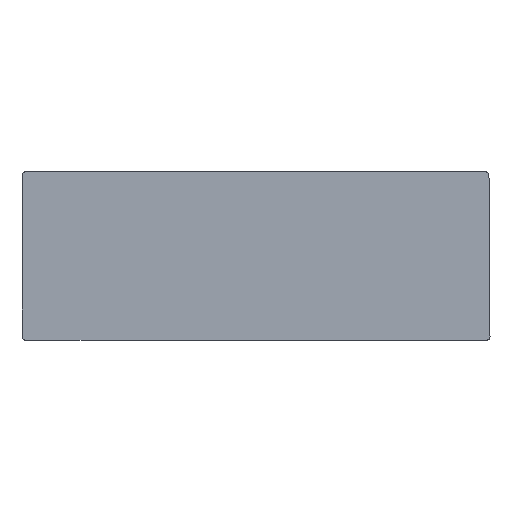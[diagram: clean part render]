
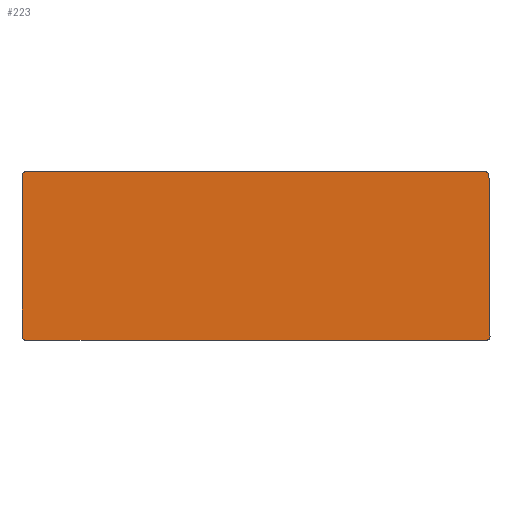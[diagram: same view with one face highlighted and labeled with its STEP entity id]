
A CAD part, top view. The second image highlights one B-rep face of the part: STEP entity #223.
In plain terms, the highlighted planar face has unit normal (0, 0, 1).
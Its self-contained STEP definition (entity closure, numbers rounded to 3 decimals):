
#15=CIRCLE('',#241,2.484);
#17=CIRCLE('',#245,2.5);
#19=CIRCLE('',#249,2.5);
#21=CIRCLE('',#254,2.5);
#37=FACE_OUTER_BOUND('',#49,.T.);
#49=EDGE_LOOP('',(#185,#186,#187,#188,#189,#190,#191,#192,#193,#194));
#51=LINE('',#327,#73);
#56=LINE('',#341,#78);
#60=LINE('',#353,#82);
#64=LINE('',#365,#86);
#67=LINE('',#371,#89);
#71=LINE('',#382,#93);
#73=VECTOR('',#263,10.);
#78=VECTOR('',#276,10.);
#82=VECTOR('',#288,10.);
#86=VECTOR('',#300,10.);
#89=VECTOR('',#305,10.);
#93=VECTOR('',#317,10.);
#95=VERTEX_POINT('',#325);
#96=VERTEX_POINT('',#326);
#99=VERTEX_POINT('',#334);
#101=VERTEX_POINT('',#340);
#103=VERTEX_POINT('',#346);
#105=VERTEX_POINT('',#352);
#107=VERTEX_POINT('',#358);
#109=VERTEX_POINT('',#364);
#111=VERTEX_POINT('',#370);
#113=VERTEX_POINT('',#376);
#115=EDGE_CURVE('',#95,#96,#51,.T.);
#119=EDGE_CURVE('',#96,#99,#15,.T.);
#122=EDGE_CURVE('',#99,#101,#56,.T.);
#125=EDGE_CURVE('',#101,#103,#17,.T.);
#128=EDGE_CURVE('',#103,#105,#60,.T.);
#131=EDGE_CURVE('',#105,#107,#19,.T.);
#134=EDGE_CURVE('',#107,#109,#64,.T.);
#137=EDGE_CURVE('',#109,#111,#67,.T.);
#140=EDGE_CURVE('',#111,#113,#21,.T.);
#143=EDGE_CURVE('',#113,#95,#71,.T.);
#185=ORIENTED_EDGE('',*,*,#143,.T.);
#186=ORIENTED_EDGE('',*,*,#115,.T.);
#187=ORIENTED_EDGE('',*,*,#119,.T.);
#188=ORIENTED_EDGE('',*,*,#122,.T.);
#189=ORIENTED_EDGE('',*,*,#125,.T.);
#190=ORIENTED_EDGE('',*,*,#128,.T.);
#191=ORIENTED_EDGE('',*,*,#131,.T.);
#192=ORIENTED_EDGE('',*,*,#134,.T.);
#193=ORIENTED_EDGE('',*,*,#137,.T.);
#194=ORIENTED_EDGE('',*,*,#140,.T.);
#211=PLANE('',#257);
#223=ADVANCED_FACE('',(#37),#211,.T.);
#241=AXIS2_PLACEMENT_3D('',#335,#269,#270);
#245=AXIS2_PLACEMENT_3D('',#347,#281,#282);
#249=AXIS2_PLACEMENT_3D('',#359,#293,#294);
#254=AXIS2_PLACEMENT_3D('',#377,#310,#311);
#257=AXIS2_PLACEMENT_3D('',#384,#319,#320);
#263=DIRECTION('',(1.,0.,0.));
#269=DIRECTION('center_axis',(0.,0.,1.));
#270=DIRECTION('ref_axis',(-0.006,-1.,0.));
#276=DIRECTION('',(-0.006,1.,0.));
#281=DIRECTION('center_axis',(0.,0.,1.));
#282=DIRECTION('ref_axis',(1.,0.,0.));
#288=DIRECTION('',(-1.,0.,0.));
#293=DIRECTION('center_axis',(0.,0.,1.));
#294=DIRECTION('ref_axis',(0.,1.,0.));
#300=DIRECTION('',(0.,-1.,0.));
#305=DIRECTION('',(-0.001,-1.,0.));
#310=DIRECTION('center_axis',(0.,0.,1.));
#311=DIRECTION('ref_axis',(-1.,0.001,0.));
#317=DIRECTION('',(1.,-0.001,0.));
#319=DIRECTION('center_axis',(0.,0.,1.));
#320=DIRECTION('ref_axis',(1.,0.,0.));
#325=CARTESIAN_POINT('',(-31.338,-117.8,0.));
#326=CARTESIAN_POINT('',(302.022,-117.8,0.));
#327=CARTESIAN_POINT('',(-31.338,-117.8,0.));
#334=CARTESIAN_POINT('',(304.522,-115.3,0.));
#335=CARTESIAN_POINT('Origin',(302.037,-115.316,0.));
#340=CARTESIAN_POINT('',(303.775,3.,0.));
#341=CARTESIAN_POINT('',(304.522,-115.3,0.));
#346=CARTESIAN_POINT('',(301.275,5.5,0.));
#347=CARTESIAN_POINT('Origin',(301.275,3.,0.));
#352=CARTESIAN_POINT('',(-36.1,5.5,0.));
#353=CARTESIAN_POINT('',(301.275,5.5,0.));
#358=CARTESIAN_POINT('',(-38.6,3.,0.));
#359=CARTESIAN_POINT('Origin',(-36.1,3.,0.));
#364=CARTESIAN_POINT('',(-38.6,-94.25,0.));
#365=CARTESIAN_POINT('',(-38.6,3.,0.));
#370=CARTESIAN_POINT('',(-38.618,-115.294,0.));
#371=CARTESIAN_POINT('',(-38.6,-94.25,0.));
#376=CARTESIAN_POINT('',(-36.12,-117.796,0.));
#377=CARTESIAN_POINT('Origin',(-36.118,-115.296,0.));
#382=CARTESIAN_POINT('',(-36.12,-117.796,0.));
#384=CARTESIAN_POINT('Origin',(132.952,-56.15,0.));
